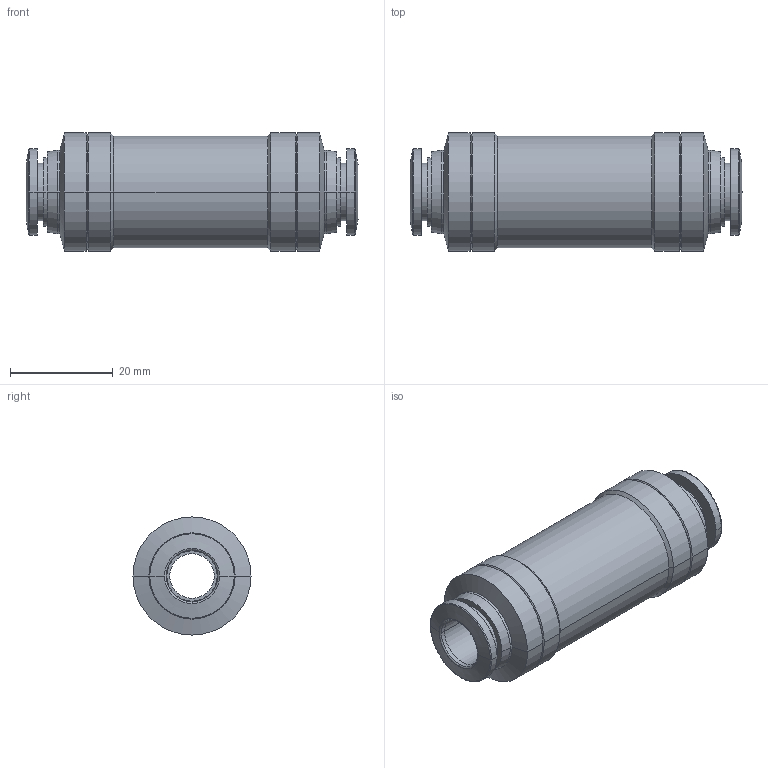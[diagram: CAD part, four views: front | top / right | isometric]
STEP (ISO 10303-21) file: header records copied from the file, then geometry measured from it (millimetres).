
FILE_DESCRIPTION (( 'STEP AP214' ), '1' );
FILE_NAME ('CVU38.step', '2016-02-24T20:31:31', ( '' ), ( '' ), 'SwSTEP 2.0', 'SolidWorks 2015', '' );
FILE_SCHEMA (( 'AUTOMOTIVE_DESIGN' ));
Length unit declared in the file: inch
Products named in the file (1): CVU38
Bounding box: 64.7 x 23 x 23 mm (x, y, z)
Volume: 17744 mm3; surface area: 7192.4 mm2
Topology: 1 solids, 1 shells, 79 faces, 174 edges, 104 vertices
Faces by surface type: cylinder 32, cone 30, plane 9, bspline 8
Entity records: 3447 total; most frequent: CARTESIAN_POINT 574, DIRECTION 430, ORIENTED_EDGE 348, AXIS2_PLACEMENT_3D 184, EDGE_CURVE 174, CIRCLE 112, VERTEX_POINT 104, EDGE_LOOP 88
